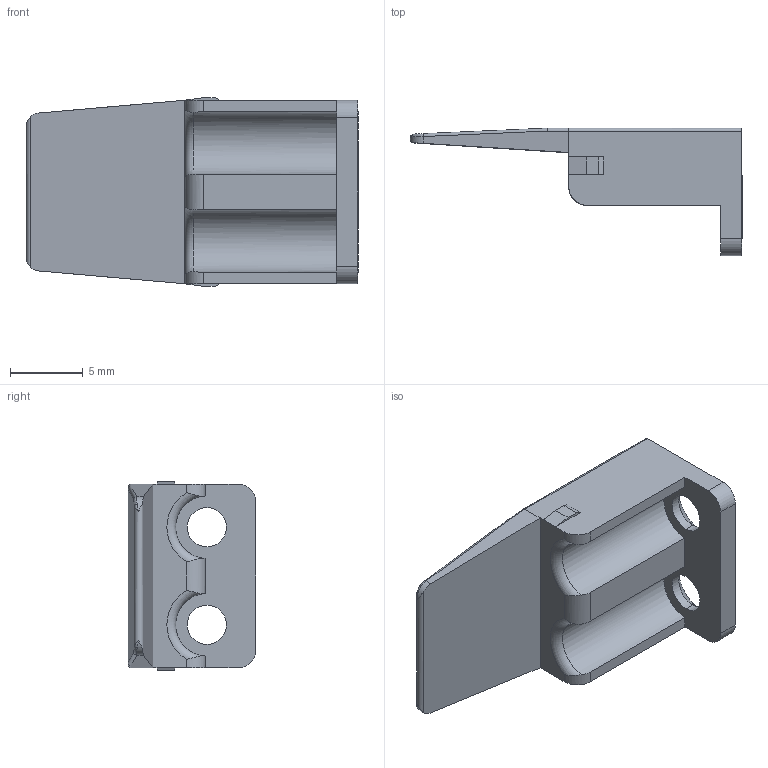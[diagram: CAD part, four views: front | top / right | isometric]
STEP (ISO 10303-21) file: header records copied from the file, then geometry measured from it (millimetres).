
FILE_DESCRIPTION((''),'2;1');
FILE_NAME('AWP-2S','2014-11-03T',('Orion.Li'),(''),'PRO/ENGINEER BY PARAMETRIC TECHNOLOGY CORPORATION, 2013230','PRO/ENGINEER BY PARAMETRIC TECHNOLOGY CORPORATION, 2013230','');
FILE_SCHEMA(('CONFIG_CONTROL_DESIGN'));
Length unit declared in the file: millimetre
Products named in the file (1): AWP-2S
Bounding box: 22.8 x 8.75 x 12.95 mm (x, y, z)
Volume: 564.5 mm3; surface area: 1063.5 mm2
Topology: 1 solids, 1 shells, 62 faces, 162 edges, 102 vertices
Faces by surface type: plane 30, cylinder 22, cone 4, bspline 4, torus 2
Entity records: 2163 total; most frequent: CARTESIAN_POINT 631, ORIENTED_EDGE 324, DIRECTION 288, EDGE_CURVE 162, VECTOR 104, LINE 104, VERTEX_POINT 102, AXIS2_PLACEMENT_3D 92
